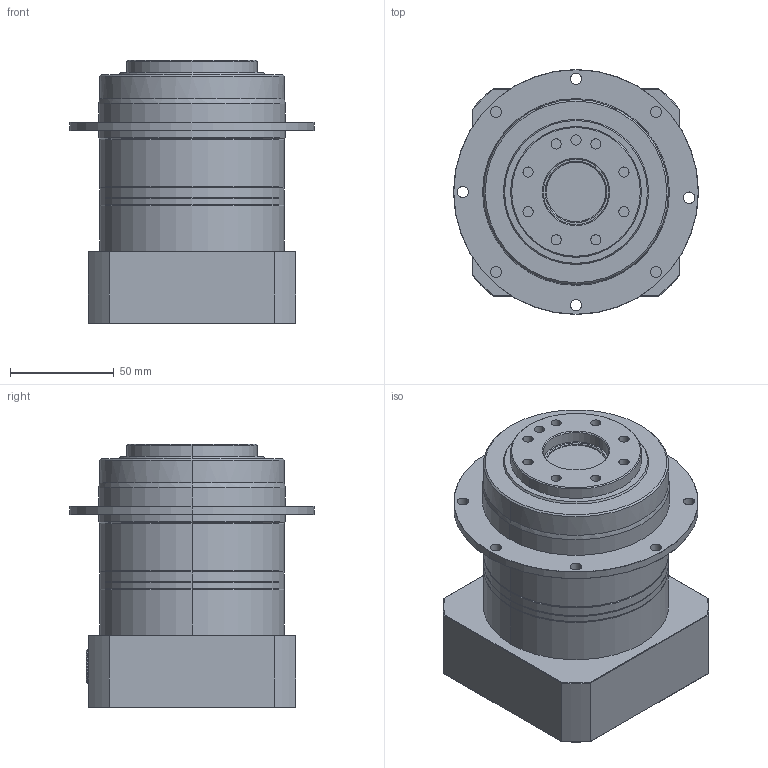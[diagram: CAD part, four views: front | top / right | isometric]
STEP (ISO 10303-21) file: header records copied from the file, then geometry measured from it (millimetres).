
FILE_DESCRIPTION (( 'STEP AP214' ), '1' );
FILE_NAME ('PGD090-10A4.STEP', '2015-07-01T19:33:51', ( '' ), ( '' ), 'SwSTEP 2.0', 'SolidWorks 2015', '' );
FILE_SCHEMA (( 'AUTOMOTIVE_DESIGN' ));
Length unit declared in the file: millimetre
Products named in the file (1): PGD090-10A4
Bounding box: 118 x 118 x 127 mm (x, y, z)
Volume: 779143.2 mm3; surface area: 111983.2 mm2
Topology: 7 solids, 8 shells, 338 faces, 765 edges, 487 vertices
Faces by surface type: cylinder 146, plane 127, cone 45, torus 16, bspline 4
Entity records: 11644 total; most frequent: CARTESIAN_POINT 3634, DIRECTION 1763, ORIENTED_EDGE 1530, EDGE_CURVE 765, AXIS2_PLACEMENT_3D 701, VERTEX_POINT 487, EDGE_LOOP 422, CIRCLE 366
